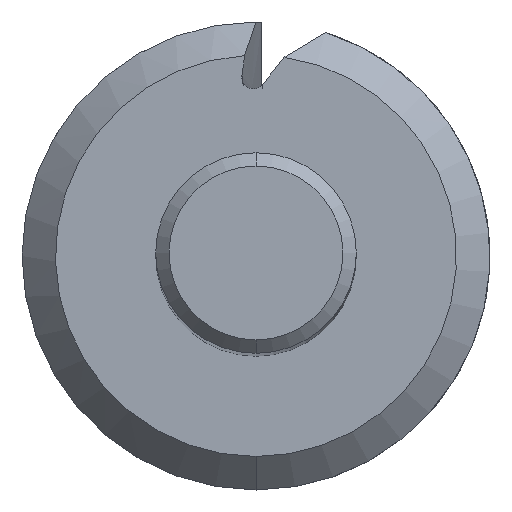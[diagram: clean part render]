
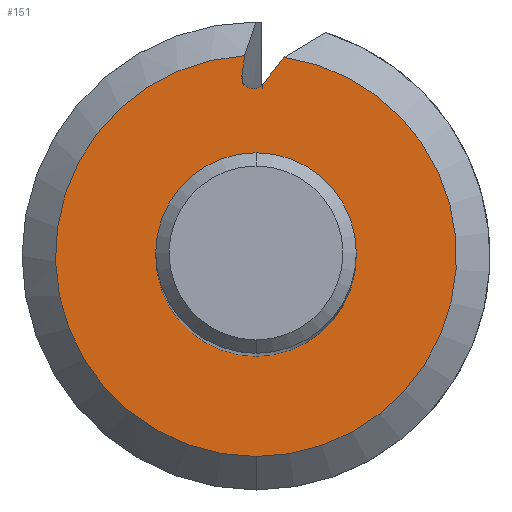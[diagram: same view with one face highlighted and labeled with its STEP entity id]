
A CAD part, top view. The second image highlights one B-rep face of the part: STEP entity #151.
In plain terms, the highlighted planar face has unit normal (0, 0, 1).
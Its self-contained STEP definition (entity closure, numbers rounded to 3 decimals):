
#129=VERTEX_POINT('',#322);
#133=VERTEX_POINT('',#326);
#151=ADVANCED_FACE('',(#346),#347,.T.);
#155=EDGE_CURVE('',#231,#129,#352,.T.);
#173=VERTEX_POINT('',#371);
#181=EDGE_CURVE('',#231,#173,#379,.T.);
#201=EDGE_CURVE('',#129,#217,#401,.T.);
#211=EDGE_CURVE('',#173,#133,#411,.T.);
#217=VERTEX_POINT('',#417);
#231=VERTEX_POINT('',#432);
#259=EDGE_CURVE('',#133,#217,#463,.T.);
#322=CARTESIAN_POINT('',(0.,-6.0,-49.7));
#326=CARTESIAN_POINT('',(-0.421,5.397,-49.7));
#346=FACE_OUTER_BOUND('',#563,.T.);
#347=PLANE('',#564);
#352=CIRCLE('',#570,6.0);
#371=CARTESIAN_POINT('',(0.202,5.134,-49.7));
#379=B_SPLINE_CURVE_WITH_KNOTS('',3,(#612,#613,#614,#615),.UNSPECIFIED.,.F.,.F.,(4,4),(0.0,1.166),.UNSPECIFIED.);
#401=CIRCLE('',#647,6.0);
#411=B_SPLINE_CURVE_WITH_KNOTS('',3,(#662,#663,#664,#665,#666,#667,#668,#669,#670,#671,#672,#673,#674,#675,#676,#677),.UNSPECIFIED.,.F.,.F.,(4,2,2,2,2,2,2,4),(0.0,0.137,0.273,0.41,0.547,0.683,0.802,0.92),.UNSPECIFIED.);
#417=CARTESIAN_POINT('',(-0.342,5.99,-49.7));
#432=CARTESIAN_POINT('',(0.837,5.941,-49.7));
#463=B_SPLINE_CURVE_WITH_KNOTS('',3,(#765,#766,#767,#768),.UNSPECIFIED.,.F.,.F.,(4,4),(0.0,0.659),.UNSPECIFIED.);
#563=EDGE_LOOP('',(#1007,#1008,#1009,#1010,#1011));
#564=AXIS2_PLACEMENT_3D('',#1012,#1013,#1014);
#570=AXIS2_PLACEMENT_3D('',#1023,#1024,#1025);
#612=CARTESIAN_POINT('',(0.923,6.05,-49.7));
#613=CARTESIAN_POINT('',(0.682,5.745,-49.7));
#614=CARTESIAN_POINT('',(0.442,5.439,-49.7));
#615=CARTESIAN_POINT('',(0.202,5.134,-49.7));
#647=AXIS2_PLACEMENT_3D('',#1061,#1062,#1063);
#662=CARTESIAN_POINT('',(0.202,5.134,-49.7));
#663=CARTESIAN_POINT('',(0.174,5.098,-49.7));
#664=CARTESIAN_POINT('',(0.139,5.067,-49.7));
#665=CARTESIAN_POINT('',(0.06,5.022,-49.7));
#666=CARTESIAN_POINT('',(0.017,5.007,-49.7));
#667=CARTESIAN_POINT('',(-0.074,4.995,-49.7));
#668=CARTESIAN_POINT('',(-0.12,4.998,-49.7));
#669=CARTESIAN_POINT('',(-0.208,5.022,-49.7));
#670=CARTESIAN_POINT('',(-0.249,5.042,-49.7));
#671=CARTESIAN_POINT('',(-0.322,5.097,-49.7));
#672=CARTESIAN_POINT('',(-0.352,5.131,-49.7));
#673=CARTESIAN_POINT('',(-0.395,5.204,-49.7));
#674=CARTESIAN_POINT('',(-0.41,5.241,-49.7));
#675=CARTESIAN_POINT('',(-0.425,5.319,-49.7));
#676=CARTESIAN_POINT('',(-0.426,5.358,-49.7));
#677=CARTESIAN_POINT('',(-0.421,5.397,-49.7));
#765=CARTESIAN_POINT('',(-0.421,5.397,-49.7));
#766=CARTESIAN_POINT('',(-0.392,5.615,-49.7));
#767=CARTESIAN_POINT('',(-0.363,5.832,-49.7));
#768=CARTESIAN_POINT('',(-0.334,6.05,-49.7));
#1007=ORIENTED_EDGE('',*,*,#181,.T.);
#1008=ORIENTED_EDGE('',*,*,#211,.T.);
#1009=ORIENTED_EDGE('',*,*,#259,.T.);
#1010=ORIENTED_EDGE('',*,*,#201,.F.);
#1011=ORIENTED_EDGE('',*,*,#155,.F.);
#1012=CARTESIAN_POINT('',(0.0,3.0,-49.7));
#1013=DIRECTION('',(0.0,0.0,1.0));
#1014=DIRECTION('',(0.0,-1.0,0.0));
#1023=CARTESIAN_POINT('',(0.0,0.0,-49.7));
#1024=DIRECTION('',(0.0,0.0,-1.0));
#1025=DIRECTION('',(0.0,1.0,0.0));
#1061=CARTESIAN_POINT('',(0.0,0.0,-49.7));
#1062=DIRECTION('',(0.0,0.0,-1.0));
#1063=DIRECTION('',(0.0,1.0,0.0));
